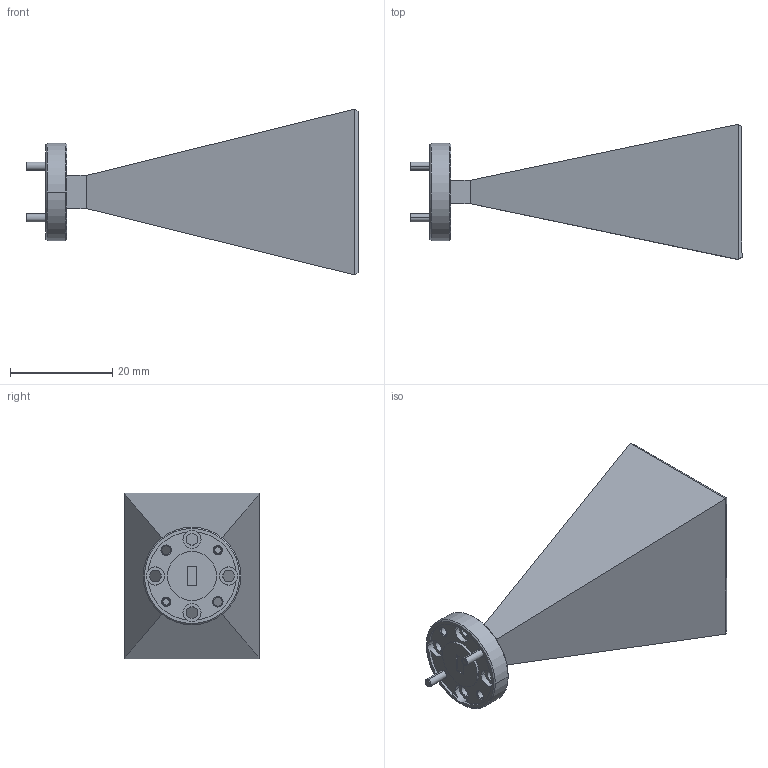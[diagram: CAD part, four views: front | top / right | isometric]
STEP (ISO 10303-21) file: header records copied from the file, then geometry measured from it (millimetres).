
FILE_DESCRIPTION (( 'STEP AP203' ), '1' );
FILE_NAME ('AR-V2-A.STEP', '2022-03-09T22:26:39', ( '' ), ( '' ), 'SwSTEP 2.0', 'SolidWorks 2021', '' );
FILE_SCHEMA (( 'CONFIG_CONTROL_DESIGN' ));
Length unit declared in the file: inch
Products named in the file (1): AR-V2-A
Bounding box: 64.83 x 26.43 x 32.4 mm (x, y, z)
Volume: 19955.5 mm3; surface area: 5833.3 mm2
Topology: 4 solids, 4 shells, 87 faces, 208 edges, 132 vertices
Faces by surface type: cylinder 36, plane 31, cone 20
Entity records: 2651 total; most frequent: DIRECTION 488, CARTESIAN_POINT 428, ORIENTED_EDGE 416, EDGE_CURVE 208, AXIS2_PLACEMENT_3D 192, VERTEX_POINT 132, EDGE_LOOP 106, CIRCLE 104
